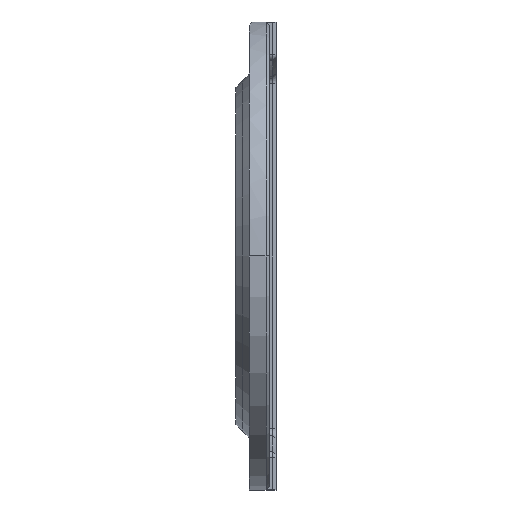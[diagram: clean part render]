
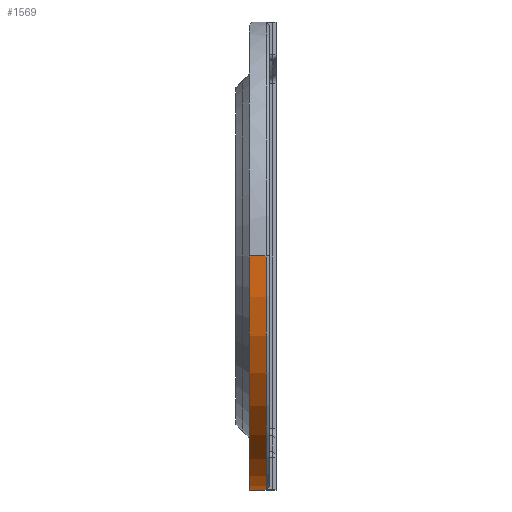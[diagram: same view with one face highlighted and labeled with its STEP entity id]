
A CAD part, left-side view. The second image highlights one B-rep face of the part: STEP entity #1569.
In plain terms, the highlighted cylindrical face has radius 70 mm (diameter 140 mm), a partial arc.
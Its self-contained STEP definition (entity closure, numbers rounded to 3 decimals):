
#31 = CARTESIAN_POINT ( 'NONE',  ( -115., -3., -70. ) ) ;
#754 = CARTESIAN_POINT ( 'NONE',  ( -115., -3., 0. ) ) ;
#832 = LINE ( 'NONE', #884, #4874 ) ;
#884 = CARTESIAN_POINT ( 'NONE',  ( -185., 2., 0. ) ) ;
#903 = VERTEX_POINT ( 'NONE', #31 ) ;
#983 = CARTESIAN_POINT ( 'NONE',  ( -185., -3., 0. ) ) ;
#1203 = CIRCLE ( 'NONE', #2528, 70. ) ;
#1340 = CIRCLE ( 'NONE', #9608, 70. ) ;
#1569 = ADVANCED_FACE ( 'NONE', ( #6757 ), #9896, .T. ) ;
#1639 = DIRECTION ( 'NONE',  ( 0., 1., 0. ) ) ;
#1890 = VERTEX_POINT ( 'NONE', #983 ) ;
#2369 = CARTESIAN_POINT ( 'NONE',  ( -115., 2., -70. ) ) ;
#2528 = AXIS2_PLACEMENT_3D ( 'NONE', #754, #6039, #8471 ) ;
#2537 = EDGE_CURVE ( 'NONE', #903, #10202, #6895, .T. ) ;
#2658 = DIRECTION ( 'NONE',  ( 0., -1., 0. ) ) ;
#3102 = CARTESIAN_POINT ( 'NONE',  ( -185., 2., 0. ) ) ;
#3115 = EDGE_LOOP ( 'NONE', ( #4303, #5826, #3677, #6539 ) ) ;
#3333 = EDGE_CURVE ( 'NONE', #903, #1890, #1203, .T. ) ;
#3495 = CARTESIAN_POINT ( 'NONE',  ( -115., 2., 0. ) ) ;
#3677 = ORIENTED_EDGE ( 'NONE', *, *, #8050, .T. ) ;
#4244 = VECTOR ( 'NONE', #4456, 1000. ) ;
#4303 = ORIENTED_EDGE ( 'NONE', *, *, #2537, .F. ) ;
#4456 = DIRECTION ( 'NONE',  ( 0., 1., 0. ) ) ;
#4512 = CARTESIAN_POINT ( 'NONE',  ( -115., 2., -70. ) ) ;
#4874 = VECTOR ( 'NONE', #9720, 1000. ) ;
#5773 = AXIS2_PLACEMENT_3D ( 'NONE', #3495, #2658, #5828 ) ;
#5826 = ORIENTED_EDGE ( 'NONE', *, *, #3333, .T. ) ;
#5828 = DIRECTION ( 'NONE',  ( 0., 0., -1. ) ) ;
#6039 = DIRECTION ( 'NONE',  ( 0., 1., 0. ) ) ;
#6539 = ORIENTED_EDGE ( 'NONE', *, *, #8908, .F. ) ;
#6757 = FACE_OUTER_BOUND ( 'NONE', #3115, .T. ) ;
#6895 = LINE ( 'NONE', #4512, #4244 ) ;
#7667 = VERTEX_POINT ( 'NONE', #3102 ) ;
#8050 = EDGE_CURVE ( 'NONE', #1890, #7667, #832, .T. ) ;
#8471 = DIRECTION ( 'NONE',  ( 0., 0., -1. ) ) ;
#8730 = CARTESIAN_POINT ( 'NONE',  ( -115., 2., 0. ) ) ;
#8908 = EDGE_CURVE ( 'NONE', #10202, #7667, #1340, .T. ) ;
#9608 = AXIS2_PLACEMENT_3D ( 'NONE', #8730, #1639, #9651 ) ;
#9651 = DIRECTION ( 'NONE',  ( 0., 0., 1. ) ) ;
#9720 = DIRECTION ( 'NONE',  ( 0., 1., 0. ) ) ;
#9896 = CYLINDRICAL_SURFACE ( 'NONE', #5773, 70. ) ;
#10202 = VERTEX_POINT ( 'NONE', #2369 ) ;
